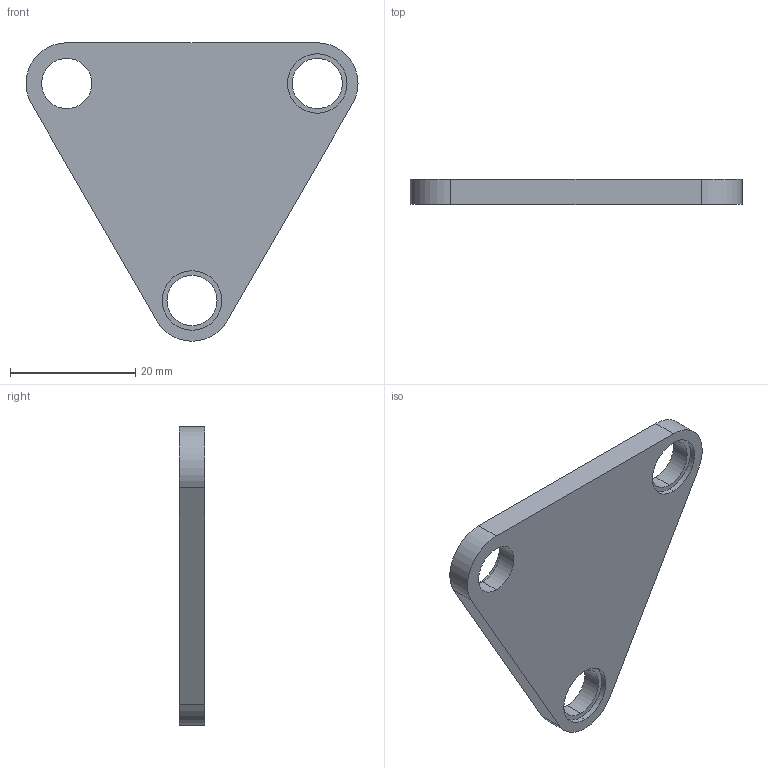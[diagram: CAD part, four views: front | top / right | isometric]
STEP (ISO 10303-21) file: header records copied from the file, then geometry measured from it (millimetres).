
FILE_DESCRIPTION (( 'STEP AP214' ), '1' );
FILE_NAME ('ヶ標蛈旋2.step', '2025-04-16T09:39:12', ( '' ), ( '' ), 'SwSTEP 2.0', 'SolidWorks 2024', '' );
FILE_SCHEMA (( 'AUTOMOTIVE_DESIGN' ));
Length unit declared in the file: millimetre
Products named in the file (1): 前夹爪臂2
Bounding box: 53 x 4 x 47.64 mm (x, y, z)
Volume: 5763.4 mm3; surface area: 3867.2 mm2
Topology: 1 solids, 1 shells, 24 faces, 57 edges, 38 vertices
Faces by surface type: cylinder 16, plane 8
Entity records: 748 total; most frequent: DIRECTION 139, CARTESIAN_POINT 120, ORIENTED_EDGE 114, EDGE_CURVE 57, AXIS2_PLACEMENT_3D 57, VERTEX_POINT 38, EDGE_LOOP 33, CIRCLE 32
